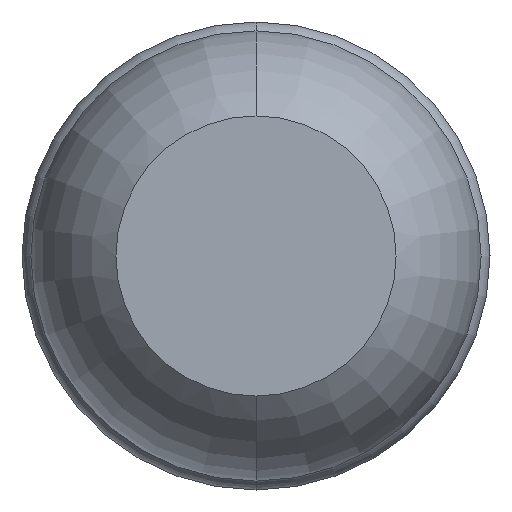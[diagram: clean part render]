
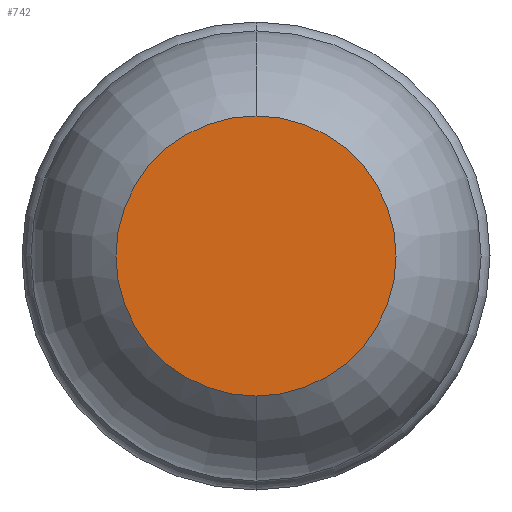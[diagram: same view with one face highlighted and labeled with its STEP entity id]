
A CAD part, front view. The second image highlights one B-rep face of the part: STEP entity #742.
In plain terms, the highlighted planar face has unit normal (0, -1, 0).
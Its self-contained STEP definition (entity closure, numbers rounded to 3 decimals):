
#91 = CARTESIAN_POINT ( 'NONE',  ( 0., -24.967, -0.425 ) ) ;
#105 = AXIS2_PLACEMENT_3D ( 'NONE', #871, #867, #398 ) ;
#266 = VERTEX_POINT ( 'NONE', #387 ) ;
#275 = EDGE_CURVE ( 'NONE', #266, #834, #663, .T. ) ;
#279 = CARTESIAN_POINT ( 'NONE',  ( 0., -24.967, 0. ) ) ;
#314 = CARTESIAN_POINT ( 'NONE',  ( 0.425, -24.967, 0. ) ) ;
#354 = EDGE_CURVE ( 'NONE', #834, #266, #627, .T. ) ;
#387 = CARTESIAN_POINT ( 'NONE',  ( 0., -24.967, 0.425 ) ) ;
#398 = DIRECTION ( 'NONE',  ( 0., 0., 1. ) ) ;
#418 = ORIENTED_EDGE ( 'NONE', *, *, #275, .F. ) ;
#421 = AXIS2_PLACEMENT_3D ( 'NONE', #279, #713, #569 ) ;
#470 = DIRECTION ( 'NONE',  ( 0., 1., 0. ) ) ;
#502 = ORIENTED_EDGE ( 'NONE', *, *, #354, .F. ) ;
#569 = DIRECTION ( 'NONE',  ( 0., 0., 1. ) ) ;
#584 = PLANE ( 'NONE',  #822 ) ;
#607 = EDGE_LOOP ( 'NONE', ( #418, #502 ) ) ;
#613 = FACE_OUTER_BOUND ( 'NONE', #607, .T. ) ;
#627 = CIRCLE ( 'NONE', #421, 0.425 ) ;
#663 = CIRCLE ( 'NONE', #105, 0.425 ) ;
#713 = DIRECTION ( 'NONE',  ( 0., 1., 0. ) ) ;
#742 = ADVANCED_FACE ( 'NONE', ( #613 ), #584, .F. ) ;
#822 = AXIS2_PLACEMENT_3D ( 'NONE', #314, #470, #856 ) ;
#834 = VERTEX_POINT ( 'NONE', #91 ) ;
#856 = DIRECTION ( 'NONE',  ( 0., 0., 1. ) ) ;
#867 = DIRECTION ( 'NONE',  ( 0., 1., 0. ) ) ;
#871 = CARTESIAN_POINT ( 'NONE',  ( 0., -24.967, 0. ) ) ;
